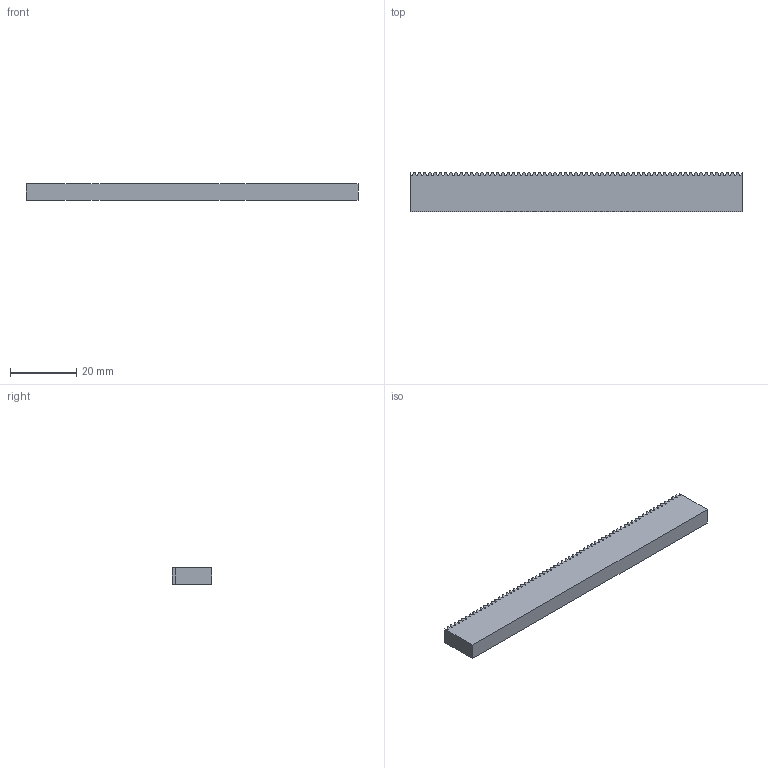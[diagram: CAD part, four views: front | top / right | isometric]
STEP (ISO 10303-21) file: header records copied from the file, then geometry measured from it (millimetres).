
FILE_DESCRIPTION (( 'STEP AP214' ), '1' );
FILE_NAME ('2485N242_Metal Gear Rack - 20 Degree Pressure Angle.STEP', '2025-03-16T19:12:27', ( '' ), ( '' ), 'SwSTEP 2.0', 'SolidWorks 2023', '' );
FILE_SCHEMA (( 'AUTOMOTIVE_DESIGN' ));
Length unit declared in the file: millimetre
Products named in the file (1): 2485N242_Metal Gear Rack - 20 Degree Pressure Angle
Bounding box: 100 x 12 x 5 mm (x, y, z)
Volume: 5733.7 mm3; surface area: 3877 mm2
Topology: 1 solids, 1 shells, 514 faces, 1536 edges, 1024 vertices
Faces by surface type: plane 260, cylinder 254
Entity records: 17451 total; most frequent: CARTESIAN_POINT 3075, DIRECTION 3074, ORIENTED_EDGE 3072, EDGE_CURVE 1536, VECTOR 1028, LINE 1028, VERTEX_POINT 1024, AXIS2_PLACEMENT_3D 1023
